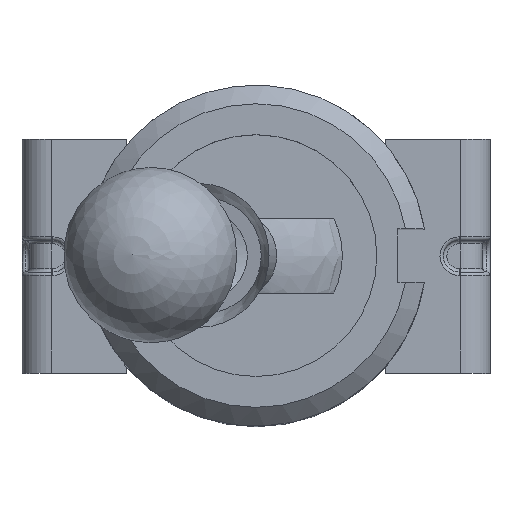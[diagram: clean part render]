
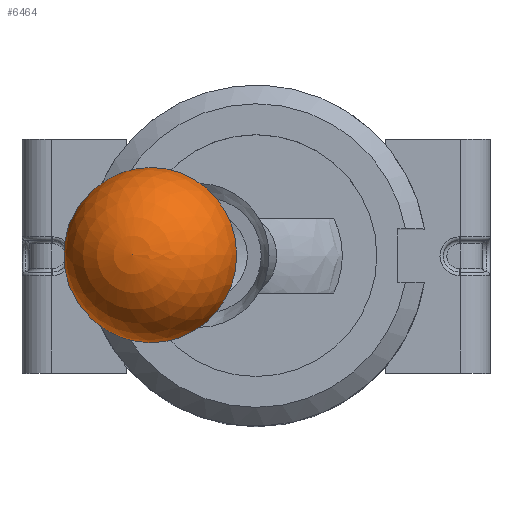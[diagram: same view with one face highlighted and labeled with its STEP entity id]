
A CAD part, top view. The second image highlights one B-rep face of the part: STEP entity #6464.
In plain terms, the highlighted spherical face has radius 3.045 mm.
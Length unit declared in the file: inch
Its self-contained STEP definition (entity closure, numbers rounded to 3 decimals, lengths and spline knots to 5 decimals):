
#39=SPHERICAL_SURFACE('',#7042,0.11988);
#414=FACE_OUTER_BOUND('',#804,.T.);
#804=EDGE_LOOP('',(#5090,#5091,#5092,#5093));
#2524=CIRCLE('',#7043,0.11988);
#2525=CIRCLE('',#7044,0.11988);
#2526=CIRCLE('',#7045,0.11988);
#2895=VERTEX_POINT('',#10353);
#2896=VERTEX_POINT('',#10354);
#2897=VERTEX_POINT('',#10356);
#3665=EDGE_CURVE('',#2895,#2896,#2524,.T.);
#3666=EDGE_CURVE('',#2897,#2896,#2525,.T.);
#3667=EDGE_CURVE('',#2896,#2897,#2526,.T.);
#5090=ORIENTED_EDGE('',*,*,#3665,.T.);
#5091=ORIENTED_EDGE('',*,*,#3666,.F.);
#5092=ORIENTED_EDGE('',*,*,#3667,.F.);
#5093=ORIENTED_EDGE('',*,*,#3665,.F.);
#6464=ADVANCED_FACE('',(#414),#39,.T.);
#7042=AXIS2_PLACEMENT_3D('',#10352,#8352,#8353);
#7043=AXIS2_PLACEMENT_3D('',#10355,#8354,#8355);
#7044=AXIS2_PLACEMENT_3D('',#10357,#8356,#8357);
#7045=AXIS2_PLACEMENT_3D('',#10358,#8358,#8359);
#8352=DIRECTION('center_axis',(-0.216,0.,
0.976));
#8353=DIRECTION('ref_axis',(-0.976,0.,-0.216));
#8354=DIRECTION('center_axis',(0.,1.,0.));
#8355=DIRECTION('ref_axis',(0.976,0.,0.216));
#8356=DIRECTION('center_axis',(0.216,0.,-0.976));
#8357=DIRECTION('ref_axis',(0.,1.,0.));
#8358=DIRECTION('center_axis',(0.216,0.,-0.976));
#8359=DIRECTION('ref_axis',(0.,1.,0.));
#10352=CARTESIAN_POINT('Origin',(-0.14346,0.,
1.21559));
#10353=CARTESIAN_POINT('',(-0.1694,0.,1.33263));
#10354=CARTESIAN_POINT('',(-0.02641,0.,1.24154));
#10355=CARTESIAN_POINT('Origin',(-0.14346,0.,
1.21559));
#10356=CARTESIAN_POINT('',(-0.14346,-0.11988,1.21559));
#10357=CARTESIAN_POINT('Origin',(-0.14346,0.,
1.21559));
#10358=CARTESIAN_POINT('Origin',(-0.14346,0.,
1.21559));
